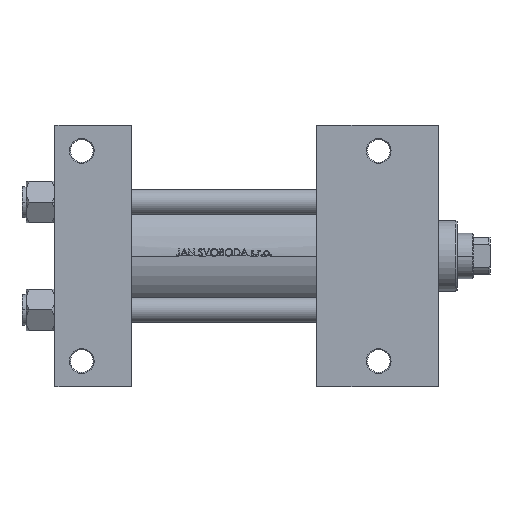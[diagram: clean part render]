
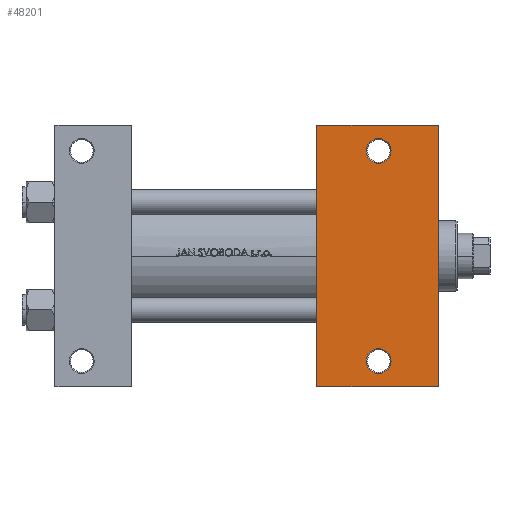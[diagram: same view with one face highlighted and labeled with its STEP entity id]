
A CAD part, front view. The second image highlights one B-rep face of the part: STEP entity #48201.
In plain terms, the highlighted face is planar.
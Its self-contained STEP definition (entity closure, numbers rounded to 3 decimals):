
#636 = CIRCLE ( 'NONE', #16526, 5.999 ) ;
#1784 = DIRECTION ( 'NONE',  ( 0., 0., 1. ) ) ;
#2449 = CARTESIAN_POINT ( 'NONE',  ( 157., 51., -37.5 ) ) ;
#2973 = ORIENTED_EDGE ( 'NONE', *, *, #21261, .T. ) ;
#3242 = CARTESIAN_POINT ( 'NONE',  ( 186., 63.5, -37.5 ) ) ;
#3624 = LINE ( 'NONE', #33962, #32593 ) ;
#3980 = EDGE_CURVE ( 'NONE', #9626, #42546, #40769, .T. ) ;
#4688 = AXIS2_PLACEMENT_3D ( 'NONE', #16261, #1784, #35392 ) ;
#5778 = CARTESIAN_POINT ( 'NONE',  ( 157., -51., -37.5 ) ) ;
#5825 = CARTESIAN_POINT ( 'NONE',  ( 186., 37.5, -37.5 ) ) ;
#6324 = CARTESIAN_POINT ( 'NONE',  ( 127., -63.5, -37.5 ) ) ;
#6384 = DIRECTION ( 'NONE',  ( 1., 0., 0. ) ) ;
#7389 = AXIS2_PLACEMENT_3D ( 'NONE', #41953, #11351, #15590 ) ;
#8126 = VERTEX_POINT ( 'NONE', #33916 ) ;
#8595 = VERTEX_POINT ( 'NONE', #46567 ) ;
#9260 = CIRCLE ( 'NONE', #37043, 5.999 ) ;
#9563 = FACE_BOUND ( 'NONE', #43370, .T. ) ;
#9626 = VERTEX_POINT ( 'NONE', #19873 ) ;
#9799 = FACE_BOUND ( 'NONE', #15600, .T. ) ;
#11351 = DIRECTION ( 'NONE',  ( 0., 0., 1. ) ) ;
#11802 = CIRCLE ( 'NONE', #4688, 5.999 ) ;
#12379 = CARTESIAN_POINT ( 'NONE',  ( 127., 37.5, -37.5 ) ) ;
#12630 = DIRECTION ( 'NONE',  ( 0., -1., 0. ) ) ;
#14109 = VERTEX_POINT ( 'NONE', #22703 ) ;
#14907 = DIRECTION ( 'NONE',  ( 0., 0., 1. ) ) ;
#14977 = VECTOR ( 'NONE', #40152, 1000. ) ;
#15590 = DIRECTION ( 'NONE',  ( -1., 0., 0. ) ) ;
#15600 = EDGE_LOOP ( 'NONE', ( #38793, #37645 ) ) ;
#16072 = VERTEX_POINT ( 'NONE', #3242 ) ;
#16169 = ORIENTED_EDGE ( 'NONE', *, *, #45160, .T. ) ;
#16261 = CARTESIAN_POINT ( 'NONE',  ( 157., -51., -37.5 ) ) ;
#16300 = CARTESIAN_POINT ( 'NONE',  ( 186., -63.5, -37.5 ) ) ;
#16526 = AXIS2_PLACEMENT_3D ( 'NONE', #2449, #14907, #30046 ) ;
#16691 = AXIS2_PLACEMENT_3D ( 'NONE', #5825, #44144, #32667 ) ;
#17712 = DIRECTION ( 'NONE',  ( 0., 0., 1. ) ) ;
#19302 = ORIENTED_EDGE ( 'NONE', *, *, #23055, .T. ) ;
#19427 = EDGE_CURVE ( 'NONE', #42546, #9626, #636, .T. ) ;
#19656 = CARTESIAN_POINT ( 'NONE',  ( 127., 63.5, -37.5 ) ) ;
#19873 = CARTESIAN_POINT ( 'NONE',  ( 151.001, 51., -37.5 ) ) ;
#20082 = EDGE_CURVE ( 'NONE', #33003, #14109, #36173, .T. ) ;
#21261 = EDGE_CURVE ( 'NONE', #8126, #8595, #11802, .T. ) ;
#22068 = ORIENTED_EDGE ( 'NONE', *, *, #20082, .T. ) ;
#22640 = ORIENTED_EDGE ( 'NONE', *, *, #36401, .T. ) ;
#22703 = CARTESIAN_POINT ( 'NONE',  ( 127., -63.5, -37.5 ) ) ;
#22937 = EDGE_CURVE ( 'NONE', #47369, #14109, #46480, .T. ) ;
#23055 = EDGE_CURVE ( 'NONE', #16072, #33003, #3624, .T. ) ;
#25033 = CARTESIAN_POINT ( 'NONE',  ( 127., 63.5, -37.5 ) ) ;
#25273 = CARTESIAN_POINT ( 'NONE',  ( 162.999, 51., -37.5 ) ) ;
#26220 = EDGE_LOOP ( 'NONE', ( #43462, #16169, #19302, #22068 ) ) ;
#28219 = FACE_OUTER_BOUND ( 'NONE', #26220, .T. ) ;
#28406 = DIRECTION ( 'NONE',  ( -1., 0., 0. ) ) ;
#30046 = DIRECTION ( 'NONE',  ( -1., 0., 0. ) ) ;
#32593 = VECTOR ( 'NONE', #40688, 1000. ) ;
#32667 = DIRECTION ( 'NONE',  ( -1., 0., 0. ) ) ;
#33003 = VERTEX_POINT ( 'NONE', #16300 ) ;
#33916 = CARTESIAN_POINT ( 'NONE',  ( 163., -51., -37.5 ) ) ;
#33962 = CARTESIAN_POINT ( 'NONE',  ( 186., 37.5, -37.5 ) ) ;
#34984 = VECTOR ( 'NONE', #12630, 1000. ) ;
#35392 = DIRECTION ( 'NONE',  ( -1., 0., 0. ) ) ;
#36173 = LINE ( 'NONE', #6324, #14977 ) ;
#36401 = EDGE_CURVE ( 'NONE', #8595, #8126, #9260, .T. ) ;
#37043 = AXIS2_PLACEMENT_3D ( 'NONE', #5778, #17712, #28406 ) ;
#37645 = ORIENTED_EDGE ( 'NONE', *, *, #19427, .T. ) ;
#38793 = ORIENTED_EDGE ( 'NONE', *, *, #3980, .T. ) ;
#39902 = PLANE ( 'NONE',  #16691 ) ;
#40152 = DIRECTION ( 'NONE',  ( -1., 0., 0. ) ) ;
#40688 = DIRECTION ( 'NONE',  ( 0., -1., 0. ) ) ;
#40769 = CIRCLE ( 'NONE', #7389, 5.999 ) ;
#41953 = CARTESIAN_POINT ( 'NONE',  ( 157., 51., -37.5 ) ) ;
#42546 = VERTEX_POINT ( 'NONE', #25273 ) ;
#43370 = EDGE_LOOP ( 'NONE', ( #22640, #2973 ) ) ;
#43462 = ORIENTED_EDGE ( 'NONE', *, *, #22937, .F. ) ;
#43609 = VECTOR ( 'NONE', #6384, 1000. ) ;
#43962 = LINE ( 'NONE', #25033, #43609 ) ;
#44144 = DIRECTION ( 'NONE',  ( 0., 0., -1. ) ) ;
#45160 = EDGE_CURVE ( 'NONE', #47369, #16072, #43962, .T. ) ;
#46480 = LINE ( 'NONE', #12379, #34984 ) ;
#46567 = CARTESIAN_POINT ( 'NONE',  ( 151.001, -51., -37.5 ) ) ;
#47369 = VERTEX_POINT ( 'NONE', #19656 ) ;
#48201 = ADVANCED_FACE ( 'NONE', ( #9799, #9563, #28219 ), #39902, .T. ) ;
